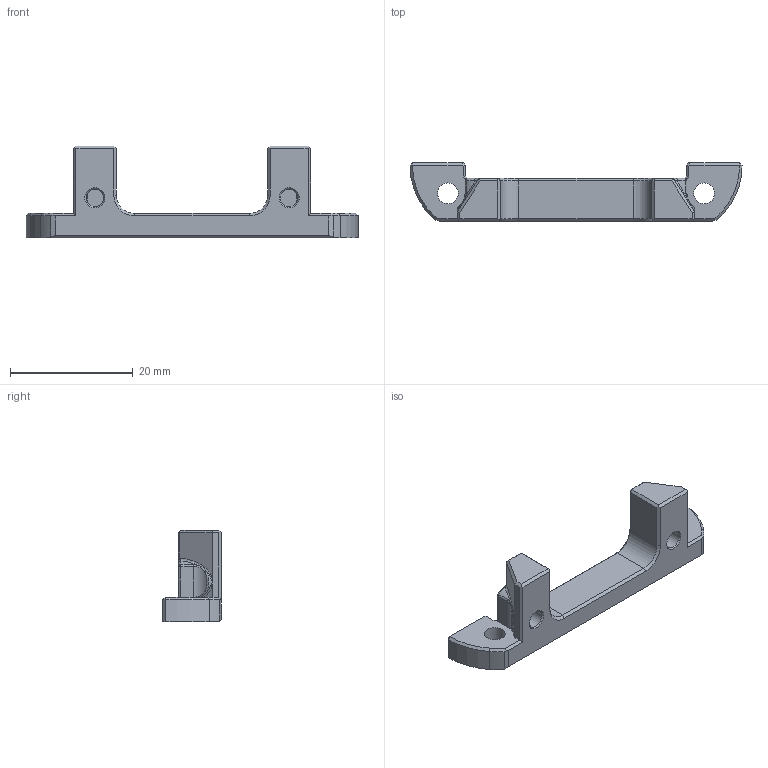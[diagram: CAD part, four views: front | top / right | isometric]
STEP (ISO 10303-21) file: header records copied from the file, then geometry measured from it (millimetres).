
FILE_DESCRIPTION(/* description */ (''),/* implementation_level */ '2;1');
FILE_NAME(/* name */ 'dragonburner_beacon_mount_V3.0.stp',/* time_stamp */ '2024-01-07T12:52:27+11:00',/* author */ ('Main-PC'),/* organization */ (''),/* preprocessor_version */ 'ST-DEVELOPER v20',/* originating_system */ 'Autodesk Inventor 2024',/* authorisation */ '');
FILE_SCHEMA (('AUTOMOTIVE_DESIGN { 1 0 10303 214 3 1 1 }'));
Length unit declared in the file: millimetre
Products named in the file (1): dragonburner_beacon_mount_V3.0
Bounding box: 54.2 x 9.57 x 15 mm (x, y, z)
Volume: 2388.2 mm3; surface area: 1943.7 mm2
Topology: 1 solids, 1 shells, 127 faces, 314 edges, 188 vertices
Faces by surface type: plane 71, cylinder 24, bspline 18, cone 10, sphere 2, torus 2
Full cylindrical faces by diameter (mm): 2.9 x2, 3.4 x2
Entity records: 4154 total; most frequent: CARTESIAN_POINT 1191, ORIENTED_EDGE 620, DIRECTION 579, EDGE_CURVE 310, AXIS2_PLACEMENT_3D 195, LINE 189, VECTOR 189, VERTEX_POINT 187
